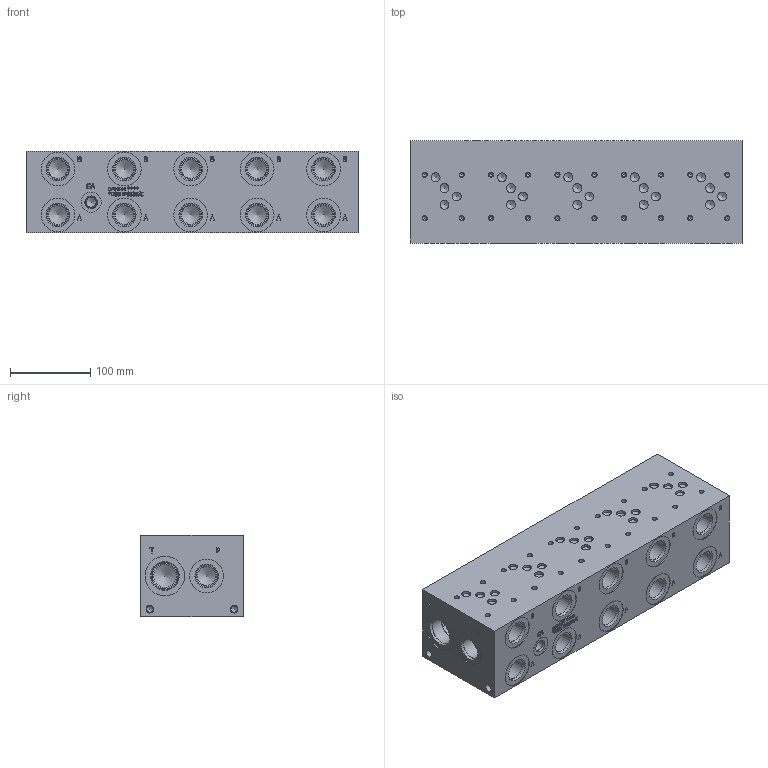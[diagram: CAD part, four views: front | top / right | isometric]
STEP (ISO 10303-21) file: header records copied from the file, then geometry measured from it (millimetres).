
FILE_DESCRIPTION(/* description */ (''),/* implementation_level */ '2;1');
FILE_NAME(/* name */ '_D05HP053S_C.stp',/* time_stamp */ '2022-10-19T14:32:13-04:00',/* author */ ('mikeh'),/* organization */ (''),/* preprocessor_version */ 'ST-DEVELOPER v18',/* originating_system */ 'Autodesk Inventor 2020',/* authorisation */ '');
FILE_SCHEMA (('AUTOMOTIVE_DESIGN { 1 0 10303 214 3 1 1 }'));
Length unit declared in the file: millimetre
Products named in the file (1): Part_AD05HP053S_C_3D
Bounding box: 412.75 x 127 x 101.6 mm (x, y, z)
Volume: 5005458.2 mm3; surface area: 269543.9 mm2
Topology: 1 solids, 1 shells, 966 faces, 2640 edges, 1794 vertices
Faces by surface type: plane 480, bspline 225, cylinder 150, cone 111
Full cylindrical faces by diameter (mm): 5.105 x20, 6.35 x20, 7.925 x4, 9.525 x4, 11.113 x2, 11.125 x18, 12.294 x1, 12.9 x1, 14.275 x1, 14.29 x1, 14.529 x1, 15.9 x1, 20.62 x1, 22.23 x1, 22.54 x1, 23.012 x12, 24.917 x12, 25.019 x1, 26.99 x2, 27 x10, 27.432 x12, 28.575 x2, 30.16 x1, 31.267 x2, 33.34 x1, 33.35 x1, 33.757 x2, 35.509 x1, 42.037 x12, 49.124 x2
Entity records: 32316 total; most frequent: CARTESIAN_POINT 8266, ORIENTED_EDGE 5160, DIRECTION 4178, EDGE_CURVE 2580, VERTEX_POINT 1794, LINE 1566, VECTOR 1566, AXIS2_PLACEMENT_3D 1306
